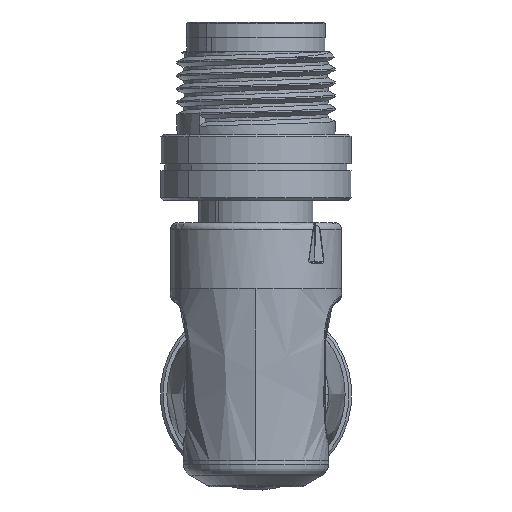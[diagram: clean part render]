
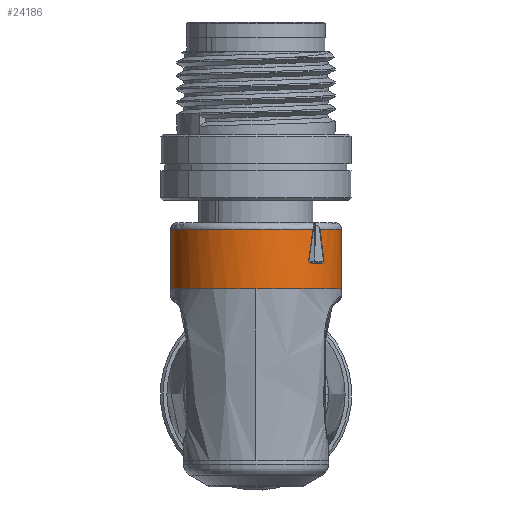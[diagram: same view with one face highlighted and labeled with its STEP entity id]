
A CAD part, left-side view. The second image highlights one B-rep face of the part: STEP entity #24186.
In plain terms, the highlighted cylindrical face has radius 6.5 mm (diameter 13 mm), a partial arc.
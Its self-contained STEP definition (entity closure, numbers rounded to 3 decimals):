
#247 = EDGE_CURVE ( 'NONE', #85823, #47631, #35733, .T. ) ;
#1073 = CARTESIAN_POINT ( 'NONE',  ( 0.5, 0., 0. ) ) ;
#3163 = EDGE_CURVE ( 'NONE', #47631, #76701, #54545, .T. ) ;
#3318 = VECTOR ( 'NONE', #69755, 1000. ) ;
#3644 = EDGE_CURVE ( 'NONE', #33385, #47506, #31279, .T. ) ;
#4020 = AXIS2_PLACEMENT_3D ( 'NONE', #1073, #9222, #21419 ) ;
#5287 = AXIS2_PLACEMENT_3D ( 'NONE', #27082, #54631, #48305 ) ;
#5372 = CARTESIAN_POINT ( 'NONE',  ( 3.1, 4.802, -4.383 ) ) ;
#6713 = CARTESIAN_POINT ( 'NONE',  ( 3.044, 5.031, -4.116 ) ) ;
#7388 = DIRECTION ( 'NONE',  ( 0., 0., 1. ) ) ;
#7424 = DIRECTION ( 'NONE',  ( -1., 0., 0. ) ) ;
#7980 = ORIENTED_EDGE ( 'NONE', *, *, #18450, .T. ) ;
#8328 = CARTESIAN_POINT ( 'NONE',  ( 3.044, 4.116, -5.031 ) ) ;
#8537 = CARTESIAN_POINT ( 'NONE',  ( 3.1, 4.469, -4.72 ) ) ;
#9222 = DIRECTION ( 'NONE',  ( 1., 0., 0. ) ) ;
#13277 = LINE ( 'NONE', #42627, #3318 ) ;
#14314 = CARTESIAN_POINT ( 'NONE',  ( 5., 0., 0. ) ) ;
#14647 = CARTESIAN_POINT ( 'NONE',  ( 3.1, 4.469, -4.72 ) ) ;
#15482 = CARTESIAN_POINT ( 'NONE',  ( 2.89, 3.987, -5.134 ) ) ;
#17305 = DIRECTION ( 'NONE',  ( 1., 0., 0. ) ) ;
#17510 = ORIENTED_EDGE ( 'NONE', *, *, #37714, .T. ) ;
#17958 = CARTESIAN_POINT ( 'NONE',  ( 0., 0., 0. ) ) ;
#18450 = EDGE_CURVE ( 'NONE', #54813, #45519, #20322, .T. ) ;
#18756 = ORIENTED_EDGE ( 'NONE', *, *, #3644, .T. ) ;
#18857 = DIRECTION ( 'NONE',  ( 0., 0., 1. ) ) ;
#19051 = CARTESIAN_POINT ( 'NONE',  ( 2.889, 5.133, -3.988 ) ) ;
#20299 = ORIENTED_EDGE ( 'NONE', *, *, #247, .T. ) ;
#20322 = CIRCLE ( 'NONE', #34801, 6.5 ) ;
#20973 = CARTESIAN_POINT ( 'NONE',  ( 2.949, 3.997, -5.126 ) ) ;
#21419 = DIRECTION ( 'NONE',  ( 0., 0., -1. ) ) ;
#23180 = CARTESIAN_POINT ( 'NONE',  ( 0.897, 4.916, -4.253 ) ) ;
#24012 = VERTEX_POINT ( 'NONE', #8537 ) ;
#24186 = ADVANCED_FACE ( 'NONE', ( #45122 ), #39251, .T. ) ;
#25170 = CARTESIAN_POINT ( 'NONE',  ( 5., 0., 6.5 ) ) ;
#25634 = EDGE_CURVE ( 'NONE', #45519, #66156, #34803, .T. ) ;
#27082 = CARTESIAN_POINT ( 'NONE',  ( 0.5, 0., 0. ) ) ;
#27419 = CARTESIAN_POINT ( 'NONE',  ( 1.294, 4.966, -4.194 ) ) ;
#28158 = DIRECTION ( 'NONE',  ( -1., 0., 0. ) ) ;
#28219 = CARTESIAN_POINT ( 'NONE',  ( 3.059, 4.16, -4.995 ) ) ;
#31279 = CIRCLE ( 'NONE', #5287, 6.5 ) ;
#31801 = EDGE_CURVE ( 'NONE', #76701, #36770, #61763, .T. ) ;
#32368 = CARTESIAN_POINT ( 'NONE',  ( 2.09, 4.079, -5.062 ) ) ;
#32951 = CARTESIAN_POINT ( 'NONE',  ( 3.059, 4.994, -4.161 ) ) ;
#33385 = VERTEX_POINT ( 'NONE', #38706 ) ;
#34801 = AXIS2_PLACEMENT_3D ( 'NONE', #69291, #28158, #7388 ) ;
#34803 = CIRCLE ( 'NONE', #73727, 6.5 ) ;
#34912 = VECTOR ( 'NONE', #7424, 1000. ) ;
#35029 = CARTESIAN_POINT ( 'NONE',  ( 3.006, 4.052, -5.083 ) ) ;
#35458 = CARTESIAN_POINT ( 'NONE',  ( 3.1, 4.382, -4.802 ) ) ;
#35733 = B_SPLINE_CURVE_WITH_KNOTS ( 'NONE', 3,
 ( #67288, #5372, #75834, #32951, #6713, #60971, #61402, #74492, #81270, #88942 ),
 .UNSPECIFIED., .F., .F.,
 ( 4, 2, 2, 2, 4 ),
 ( 0., 0., 0.001, 0.001, 0.001 ),
 .UNSPECIFIED. ) ;
#35817 = ORIENTED_EDGE ( 'NONE', *, *, #3163, .T. ) ;
#36752 = CARTESIAN_POINT ( 'NONE',  ( 0.5, 4.864, -4.312 ) ) ;
#36770 = VERTEX_POINT ( 'NONE', #52109 ) ;
#37020 = CIRCLE ( 'NONE', #55752, 6.5 ) ;
#37714 = EDGE_CURVE ( 'NONE', #48719, #24012, #46107, .T. ) ;
#37883 = CARTESIAN_POINT ( 'NONE',  ( 3.1, 4.72, -4.469 ) ) ;
#38706 = CARTESIAN_POINT ( 'NONE',  ( 0.5, 0., -6.5 ) ) ;
#39172 = CARTESIAN_POINT ( 'NONE',  ( 0.5, 4.307, -4.868 ) ) ;
#39251 = CYLINDRICAL_SURFACE ( 'NONE', #76449, 6.5 ) ;
#39263 = ORIENTED_EDGE ( 'NONE', *, *, #31801, .T. ) ;
#41907 = DIRECTION ( 'NONE',  ( 0., 0., 1. ) ) ;
#42627 = CARTESIAN_POINT ( 'NONE',  ( 0., 0., 6.5 ) ) ;
#43073 = CARTESIAN_POINT ( 'NONE',  ( 0.5, 4.307, -4.868 ) ) ;
#43553 = DIRECTION ( 'NONE',  ( 0., 0., 1. ) ) ;
#45122 = FACE_OUTER_BOUND ( 'NONE', #61004, .T. ) ;
#45519 = VERTEX_POINT ( 'NONE', #47957 ) ;
#46107 = B_SPLINE_CURVE_WITH_KNOTS ( 'NONE', 3,
 ( #70235, #55758, #20973, #83306, #35029, #8328, #28219, #76568, #35458, #14647 ),
 .UNSPECIFIED., .F., .F.,
 ( 4, 2, 2, 2, 4 ),
 ( 0., 0., 0., 0., 0.001 ),
 .UNSPECIFIED. ) ;
#47079 = ORIENTED_EDGE ( 'NONE', *, *, #25634, .T. ) ;
#47506 = VERTEX_POINT ( 'NONE', #43073 ) ;
#47631 = VERTEX_POINT ( 'NONE', #19051 ) ;
#47957 = CARTESIAN_POINT ( 'NONE',  ( 5., 6.5, 0. ) ) ;
#48305 = DIRECTION ( 'NONE',  ( 0., 0., -1. ) ) ;
#48570 = EDGE_CURVE ( 'NONE', #66156, #33385, #54854, .T. ) ;
#48719 = VERTEX_POINT ( 'NONE', #15482 ) ;
#50767 = CARTESIAN_POINT ( 'NONE',  ( 0.5, 4.864, -4.312 ) ) ;
#51650 = CARTESIAN_POINT ( 'NONE',  ( 3.1, 0., 0. ) ) ;
#51805 = CARTESIAN_POINT ( 'NONE',  ( 0.896, 4.246, -4.923 ) ) ;
#52109 = CARTESIAN_POINT ( 'NONE',  ( 0.5, 0., 6.5 ) ) ;
#52354 = ORIENTED_EDGE ( 'NONE', *, *, #67318, .T. ) ;
#52833 = B_SPLINE_CURVE_WITH_KNOTS ( 'NONE', 3,
 ( #39172, #51805, #66749, #32368, #59924, #79361 ),
 .UNSPECIFIED., .F., .F.,
 ( 4, 2, 4 ),
 ( 0., 0.001, 0.002 ),
 .UNSPECIFIED. ) ;
#53199 = DIRECTION ( 'NONE',  ( -1., 0., 0. ) ) ;
#54545 = B_SPLINE_CURVE_WITH_KNOTS ( 'NONE', 3,
 ( #68563, #68132, #85071, #27419, #23180, #50767 ),
 .UNSPECIFIED., .F., .F.,
 ( 4, 2, 4 ),
 ( 0., 0.001, 0.002 ),
 .UNSPECIFIED. ) ;
#54631 = DIRECTION ( 'NONE',  ( 1., 0., 0. ) ) ;
#54813 = VERTEX_POINT ( 'NONE', #25170 ) ;
#54854 = LINE ( 'NONE', #83729, #34912 ) ;
#55752 = AXIS2_PLACEMENT_3D ( 'NONE', #51650, #17305, #43553 ) ;
#55758 = CARTESIAN_POINT ( 'NONE',  ( 2.92, 3.984, -5.136 ) ) ;
#59924 = CARTESIAN_POINT ( 'NONE',  ( 2.489, 4.03, -5.1 ) ) ;
#60971 = CARTESIAN_POINT ( 'NONE',  ( 3.006, 5.082, -4.052 ) ) ;
#61004 = EDGE_LOOP ( 'NONE', ( #7980, #47079, #67175, #18756, #52354, #17510, #61808, #20299, #35817, #39263, #78588 ) ) ;
#61402 = CARTESIAN_POINT ( 'NONE',  ( 2.99, 5.099, -4.032 ) ) ;
#61763 = CIRCLE ( 'NONE', #4020, 6.5 ) ;
#61808 = ORIENTED_EDGE ( 'NONE', *, *, #69667, .T. ) ;
#66156 = VERTEX_POINT ( 'NONE', #69371 ) ;
#66749 = CARTESIAN_POINT ( 'NONE',  ( 1.293, 4.186, -4.973 ) ) ;
#67175 = ORIENTED_EDGE ( 'NONE', *, *, #48570, .T. ) ;
#67288 = CARTESIAN_POINT ( 'NONE',  ( 3.1, 4.72, -4.469 ) ) ;
#67318 = EDGE_CURVE ( 'NONE', #47506, #48719, #52833, .T. ) ;
#68132 = CARTESIAN_POINT ( 'NONE',  ( 2.489, 5.097, -4.034 ) ) ;
#68563 = CARTESIAN_POINT ( 'NONE',  ( 2.889, 5.133, -3.988 ) ) ;
#69291 = CARTESIAN_POINT ( 'NONE',  ( 5., 0., 0. ) ) ;
#69371 = CARTESIAN_POINT ( 'NONE',  ( 5., 0., -6.5 ) ) ;
#69481 = DIRECTION ( 'NONE',  ( -1., 0., 0. ) ) ;
#69667 = EDGE_CURVE ( 'NONE', #24012, #85823, #37020, .T. ) ;
#69755 = DIRECTION ( 'NONE',  ( -1., 0., 0. ) ) ;
#70235 = CARTESIAN_POINT ( 'NONE',  ( 2.89, 3.987, -5.134 ) ) ;
#73727 = AXIS2_PLACEMENT_3D ( 'NONE', #14314, #69481, #41907 ) ;
#74492 = CARTESIAN_POINT ( 'NONE',  ( 2.949, 5.125, -3.998 ) ) ;
#75834 = CARTESIAN_POINT ( 'NONE',  ( 3.093, 4.881, -4.294 ) ) ;
#76449 = AXIS2_PLACEMENT_3D ( 'NONE', #17958, #53199, #18857 ) ;
#76519 = EDGE_CURVE ( 'NONE', #54813, #36770, #13277, .T. ) ;
#76568 = CARTESIAN_POINT ( 'NONE',  ( 3.093, 4.293, -4.882 ) ) ;
#76701 = VERTEX_POINT ( 'NONE', #36752 ) ;
#78588 = ORIENTED_EDGE ( 'NONE', *, *, #76519, .F. ) ;
#79361 = CARTESIAN_POINT ( 'NONE',  ( 2.89, 3.987, -5.134 ) ) ;
#81270 = CARTESIAN_POINT ( 'NONE',  ( 2.92, 5.136, -3.984 ) ) ;
#83306 = CARTESIAN_POINT ( 'NONE',  ( 2.991, 4.031, -5.099 ) ) ;
#83729 = CARTESIAN_POINT ( 'NONE',  ( 0., 0., -6.5 ) ) ;
#85071 = CARTESIAN_POINT ( 'NONE',  ( 2.09, 5.057, -4.085 ) ) ;
#85823 = VERTEX_POINT ( 'NONE', #37883 ) ;
#88942 = CARTESIAN_POINT ( 'NONE',  ( 2.889, 5.133, -3.988 ) ) ;
